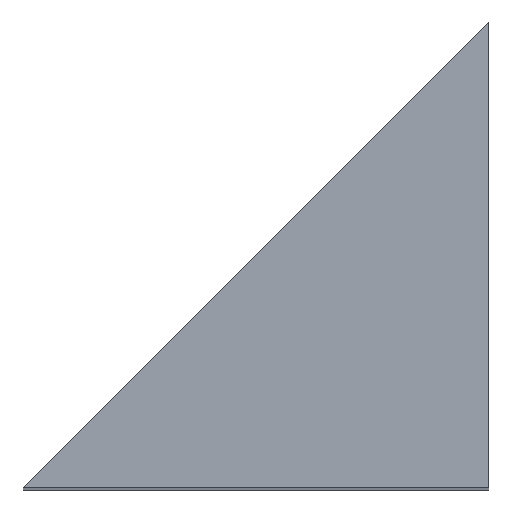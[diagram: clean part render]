
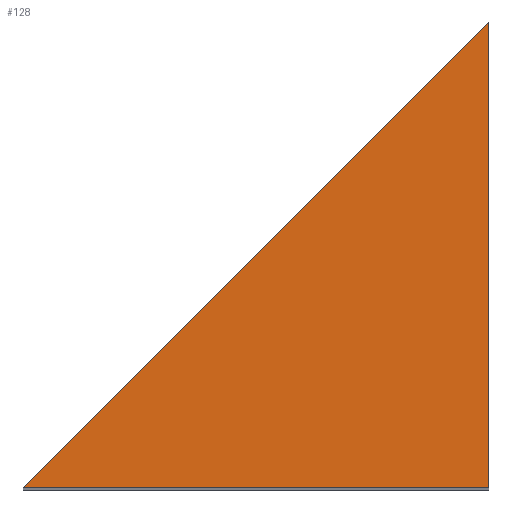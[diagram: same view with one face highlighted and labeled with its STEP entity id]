
A CAD part, top view. The second image highlights one B-rep face of the part: STEP entity #128.
In plain terms, the highlighted planar face has unit normal (0, 0, 1).
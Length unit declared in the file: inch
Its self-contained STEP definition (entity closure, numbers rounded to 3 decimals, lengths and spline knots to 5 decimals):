
#30=CARTESIAN_POINT('',(0.,0.,0.1));
#31=VERTEX_POINT('',#30);
#35=CARTESIAN_POINT('',(-0.04,0.,0.1));
#36=DIRECTION('',(1.,0.,0.));
#37=VECTOR('',#36,1.);
#38=LINE('',#35,#37);
#39=EDGE_CURVE('',#41,#31,#38,.T.);
#40=CARTESIAN_POINT('',(-0.04,0.,0.1));
#41=VERTEX_POINT('',#40);
#70=CARTESIAN_POINT('',(0.,0.04,0.1));
#71=VERTEX_POINT('',#70);
#75=CARTESIAN_POINT('',(0.,0.,0.1));
#76=DIRECTION('',(0.,1.,0.));
#77=VECTOR('',#76,1.);
#78=LINE('',#75,#77);
#79=EDGE_CURVE('',#31,#71,#78,.T.);
#96=CARTESIAN_POINT('',(0.,0.04,0.1));
#97=DIRECTION('',(-0.707,-0.707,0.));
#98=VECTOR('',#97,1.);
#99=LINE('',#96,#98);
#100=EDGE_CURVE('',#71,#41,#99,.T.);
#118=ORIENTED_EDGE('',*,*,#39,.T.);
#119=ORIENTED_EDGE('',*,*,#79,.T.);
#120=ORIENTED_EDGE('',*,*,#100,.T.);
#121=EDGE_LOOP('',(#118,#119,#120));
#122=FACE_BOUND('',#121,.T.);
#123=CARTESIAN_POINT('',(0.,0.,0.1));
#124=DIRECTION('',(0.,0.,1.));
#125=DIRECTION('',(1.,0.,0.));
#126=AXIS2_PLACEMENT_3D('',#123,#124,#125);
#127=PLANE('',#126);
#128=ADVANCED_FACE('',(#122),#127,.T.);
